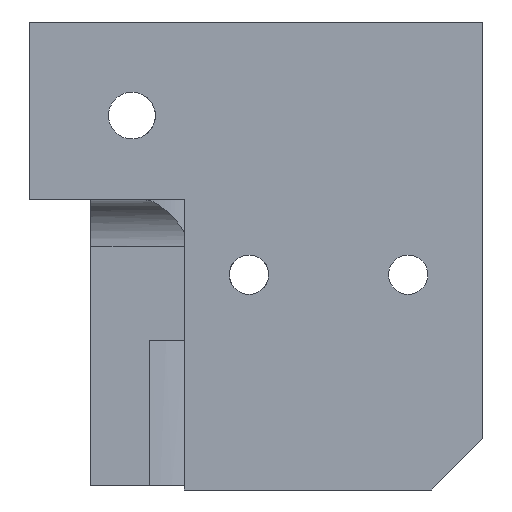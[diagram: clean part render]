
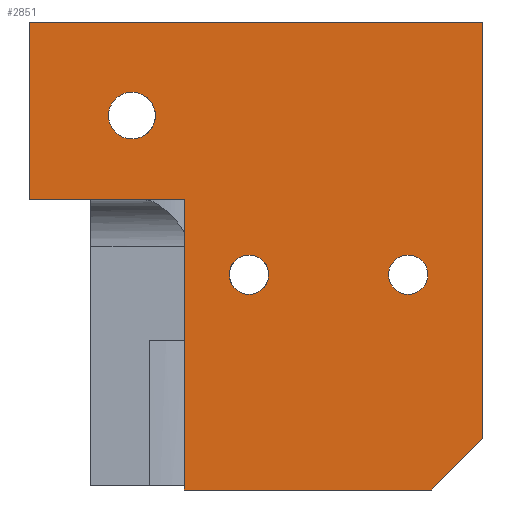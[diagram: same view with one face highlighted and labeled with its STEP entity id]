
A CAD part, left-side view. The second image highlights one B-rep face of the part: STEP entity #2851.
In plain terms, the highlighted planar face has unit normal (-1, 0, 0).
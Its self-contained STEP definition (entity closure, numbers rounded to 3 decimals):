
#1373=CARTESIAN_POINT('',(-16.,22.5,38.));
#1374=DIRECTION('',(1.,0.,0.));
#1375=DIRECTION('',(0.,0.,1.));
#1376=AXIS2_PLACEMENT_3D('',#1373,#1374,#1375);
#1381=CARTESIAN_POINT('',(-16.,22.5,38.));
#1382=DIRECTION('',(1.,0.,0.));
#1383=DIRECTION('',(0.,0.,-1.));
#1384=AXIS2_PLACEMENT_3D('',#1381,#1382,#1383);
#1389=CARTESIAN_POINT('',(-16.,5.5,38.));
#1390=DIRECTION('',(-1.,0.,0.));
#1391=DIRECTION('',(0.,0.,-1.));
#1392=AXIS2_PLACEMENT_3D('',#1389,#1390,#1391);
#1397=CARTESIAN_POINT('',(-16.,5.5,38.));
#1398=DIRECTION('',(-1.,0.,0.));
#1399=DIRECTION('',(0.,0.,1.));
#1400=AXIS2_PLACEMENT_3D('',#1397,#1398,#1399);
#1405=DIRECTION('',(0.,0.,-1.));
#1406=VECTOR('',#1405,44.5);
#1407=CARTESIAN_POINT('',(-16.,-2.5,65.));
#1408=LINE('',#1407,#1406);
#1412=DIRECTION('',(0.,0.707,-0.707));
#1413=VECTOR('',#1412,7.778);
#1414=CARTESIAN_POINT('',(-16.,-2.5,20.5));
#1415=LINE('',#1414,#1413);
#1419=DIRECTION('',(0.,0.,1.));
#1420=VECTOR('',#1419,19.);
#1421=CARTESIAN_POINT('',(-16.,46.,46.));
#1422=LINE('',#1421,#1420);
#1616=CARTESIAN_POINT('',(-16.,35.,55.));
#1617=DIRECTION('',(1.,0.,0.));
#1618=DIRECTION('',(0.,0.,1.));
#1619=AXIS2_PLACEMENT_3D('',#1616,#1617,#1618);
#1639=CARTESIAN_POINT('',(-16.,35.,55.));
#1640=DIRECTION('',(1.,0.,0.));
#1641=DIRECTION('',(0.,0.,-1.));
#1642=AXIS2_PLACEMENT_3D('',#1639,#1640,#1641);
#1894=DIRECTION('',(0.,-1.,0.));
#1895=VECTOR('',#1894,16.6);
#1896=CARTESIAN_POINT('',(-16.,46.,46.));
#1897=LINE('',#1896,#1895);
#1908=DIRECTION('',(0.,0.,-1.));
#1909=VECTOR('',#1908,31.);
#1910=CARTESIAN_POINT('',(-16.,29.4,46.));
#1911=LINE('',#1910,#1909);
#1922=DIRECTION('',(0.,-1.,0.));
#1923=VECTOR('',#1922,26.4);
#1924=CARTESIAN_POINT('',(-16.,29.4,15.));
#1925=LINE('',#1924,#1923);
#2236=DIRECTION('',(0.,1.,0.));
#2237=VECTOR('',#2236,48.5);
#2238=CARTESIAN_POINT('',(-16.,-2.5,65.));
#2239=LINE('',#2238,#2237);
#2614=CARTESIAN_POINT('',(-16.,29.4,46.));
#2616=VERTEX_POINT('',#2614);
#2624=CARTESIAN_POINT('',(-16.,29.4,15.));
#2625=VERTEX_POINT('',#2624);
#2630=CARTESIAN_POINT('',(-16.,22.5,40.1));
#2631=CARTESIAN_POINT('',(-16.,22.5,35.9));
#2632=VERTEX_POINT('',#2630);
#2633=VERTEX_POINT('',#2631);
#2658=CARTESIAN_POINT('',(-16.,5.5,35.9));
#2659=CARTESIAN_POINT('',(-16.,5.5,40.1));
#2660=VERTEX_POINT('',#2658);
#2661=VERTEX_POINT('',#2659);
#2678=CARTESIAN_POINT('',(-16.,3.,15.));
#2680=VERTEX_POINT('',#2678);
#2682=CARTESIAN_POINT('',(-16.,-2.5,20.5));
#2684=VERTEX_POINT('',#2682);
#2752=CARTESIAN_POINT('',(-16.,46.,46.));
#2753=VERTEX_POINT('',#2752);
#2758=CARTESIAN_POINT('',(-16.,35.,52.5));
#2759=CARTESIAN_POINT('',(-16.,35.,57.5));
#2760=VERTEX_POINT('',#2758);
#2761=VERTEX_POINT('',#2759);
#2762=CARTESIAN_POINT('',(-16.,46.,65.));
#2763=VERTEX_POINT('',#2762);
#2765=CARTESIAN_POINT('',(-16.,-2.5,65.));
#2767=VERTEX_POINT('',#2765);
#2814=CARTESIAN_POINT('',(-16.,46.,65.));
#2815=DIRECTION('',(1.,0.,0.));
#2816=DIRECTION('',(0.,0.,-1.));
#2817=AXIS2_PLACEMENT_3D('',#2814,#2815,#2816);
#2818=PLANE('',#2817);
#2820=ORIENTED_EDGE('',*,*,#2819,.T.);
#2822=ORIENTED_EDGE('',*,*,#2821,.T.);
#2824=ORIENTED_EDGE('',*,*,#2823,.F.);
#2826=ORIENTED_EDGE('',*,*,#2825,.F.);
#2828=ORIENTED_EDGE('',*,*,#2827,.F.);
#2830=ORIENTED_EDGE('',*,*,#2829,.T.);
#2832=ORIENTED_EDGE('',*,*,#2831,.F.);
#2833=EDGE_LOOP('',(#2820,#2822,#2824,#2826,#2828,#2830,#2832));
#2834=FACE_OUTER_BOUND('',#2833,.F.);
#2835=ORIENTED_EDGE('',*,*,#2791,.T.);
#2836=ORIENTED_EDGE('',*,*,#2806,.T.);
#2837=EDGE_LOOP('',(#2835,#2836));
#2838=FACE_BOUND('',#2837,.F.);
#2840=ORIENTED_EDGE('',*,*,#2839,.F.);
#2842=ORIENTED_EDGE('',*,*,#2841,.F.);
#2843=EDGE_LOOP('',(#2840,#2842));
#2844=FACE_BOUND('',#2843,.F.);
#2846=ORIENTED_EDGE('',*,*,#2845,.F.);
#2848=ORIENTED_EDGE('',*,*,#2847,.F.);
#2849=EDGE_LOOP('',(#2846,#2848));
#2850=FACE_BOUND('',#2849,.F.);
#1377=CIRCLE('',#1376,2.1);
#1385=CIRCLE('',#1384,2.1);
#1393=CIRCLE('',#1392,2.1);
#1401=CIRCLE('',#1400,2.1);
#1620=CIRCLE('',#1619,2.5);
#1643=CIRCLE('',#1642,2.5);
#2791=EDGE_CURVE('',#2660,#2661,#1393,.T.);
#2806=EDGE_CURVE('',#2661,#2660,#1401,.T.);
#2819=EDGE_CURVE('',#2767,#2684,#1408,.T.);
#2821=EDGE_CURVE('',#2684,#2680,#1415,.T.);
#2823=EDGE_CURVE('',#2625,#2680,#1925,.T.);
#2825=EDGE_CURVE('',#2616,#2625,#1911,.T.);
#2827=EDGE_CURVE('',#2753,#2616,#1897,.T.);
#2829=EDGE_CURVE('',#2753,#2763,#1422,.T.);
#2831=EDGE_CURVE('',#2767,#2763,#2239,.T.);
#2839=EDGE_CURVE('',#2760,#2761,#1643,.T.);
#2841=EDGE_CURVE('',#2761,#2760,#1620,.T.);
#2845=EDGE_CURVE('',#2632,#2633,#1377,.T.);
#2847=EDGE_CURVE('',#2633,#2632,#1385,.T.);
#2851=ADVANCED_FACE('',(#2834,#2838,#2844,#2850),#2818,.F.);
